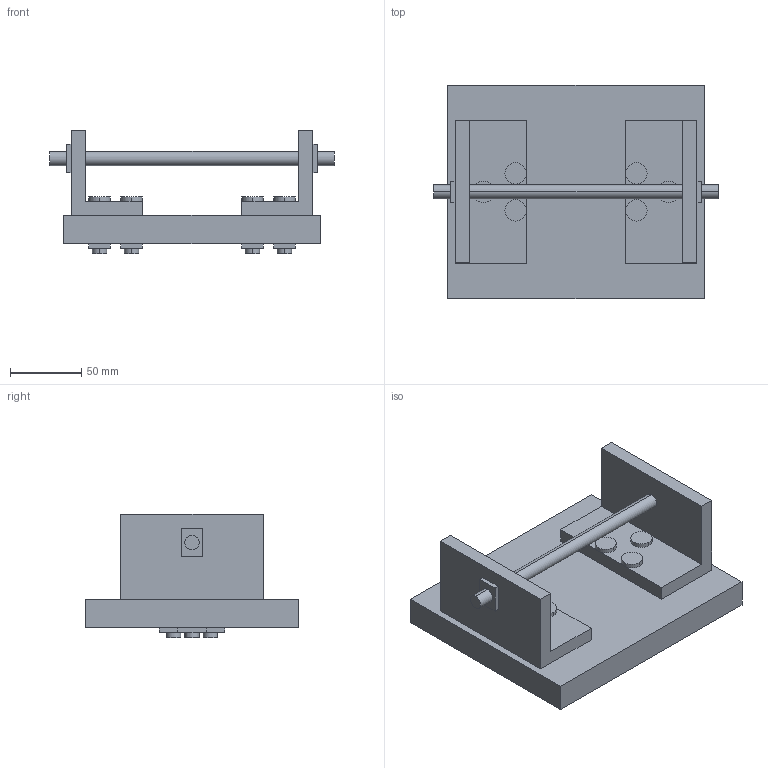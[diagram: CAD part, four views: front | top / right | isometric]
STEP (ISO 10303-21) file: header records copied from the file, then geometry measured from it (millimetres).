
FILE_DESCRIPTION((''),'2;1');
FILE_NAME('AS1-IN-203.stp','1999-09-22T12:57:47',('montana'),(''),'Autodesk Inventor (tm) 2.0','Autodesk Inventor (tm) 2.0','');
FILE_SCHEMA(('CONFIG_CONTROL_DESIGN'));
Length unit declared in the file: centimetre
Products named in the file (9): AS1; PLATE; L_BRACKET_ASSEMBLY; L-BRACKET; NUT_BOLT_ASSEMBLY; BOLT; NUT; ROD_ASSEMBLY; ROD
Assembly tree (13 placements, depth 4):
  AS1
    PLATE
    L_BRACKET_ASSEMBLY  x2
      L-BRACKET
      NUT_BOLT_ASSEMBLY
        BOLT
        NUT
    ROD_ASSEMBLY
      ROD
      NUT  x2
Bounding box: 200 x 150 x 87 mm (x, y, z)
Volume: 765932.1 mm3; surface area: 141644.6 mm2
Topology: 18 solids, 18 shells, 160 faces, 354 edges, 236 vertices
Faces by surface type: plane 90, cylinder 66, bspline 4
Entity records: 2994 total; most frequent: CARTESIAN_POINT 353, DIRECTION 324, ORIENTED_EDGE 252, AXIS2_PLACEMENT_3D 127, EDGE_CURVE 126, PERSON 98, ORGANIZATION 98, PERSON_AND_ORGANIZATION 98
